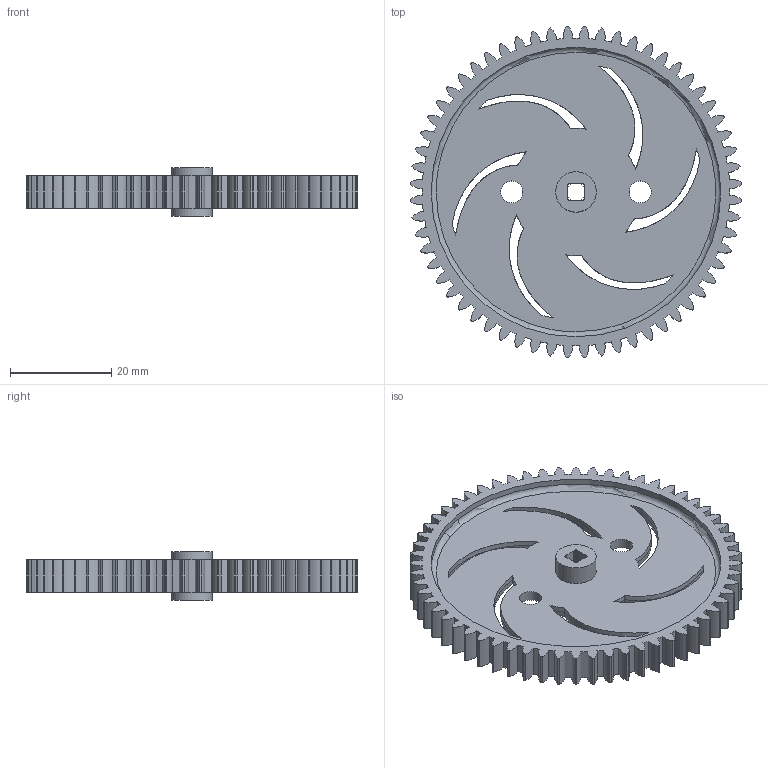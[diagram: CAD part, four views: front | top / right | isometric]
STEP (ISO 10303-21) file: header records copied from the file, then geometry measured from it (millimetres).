
FILE_DESCRIPTION(/* description */ (''),/* implementation_level */ '2;1');
FILE_NAME(/* name */ '60-Tooth Gear_MIR1_MIR.ipt.step',/* time_stamp */ '2020-04-16T22:55:28-04:00',/* author */ ('Jordan'),/* organization */ (''),/* preprocessor_version */ 'ST-DEVELOPER v17',/* originating_system */ 'Autodesk Inventor 2019',/* authorisation */ '');
FILE_SCHEMA (('AUTOMOTIVE_DESIGN { 1 0 10303 214 3 1 1 }'));
Length unit declared in the file: inch
Products named in the file (1): 60-Tooth Gear_MIR1_MIR
Bounding box: 65.54 x 65.54 x 9.53 mm (x, y, z)
Volume: 8500.7 mm3; surface area: 9919.7 mm2
Topology: 1 solids, 1 shells, 374 faces, 1093 edges, 725 vertices
Faces by surface type: cylinder 266, plane 58, cone 24, bspline 24, torus 2
Full cylindrical faces by diameter (mm): 4.35 x2, 8 x2, 57.235 x2
Entity records: 15353 total; most frequent: CARTESIAN_POINT 4557, DIRECTION 2340, ORIENTED_EDGE 2186, EDGE_CURVE 1093, AXIS2_PLACEMENT_3D 947, VERTEX_POINT 725, CIRCLE 584, LINE 446
